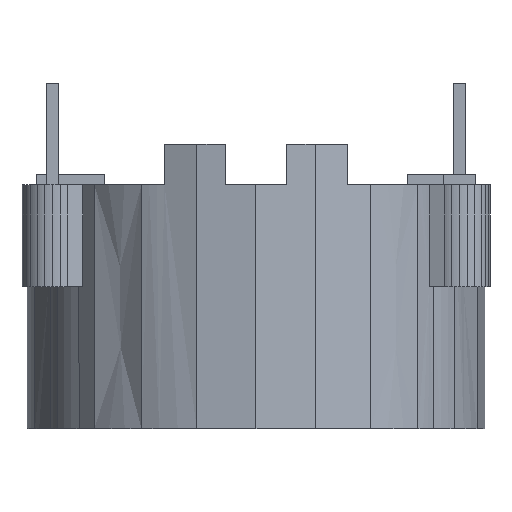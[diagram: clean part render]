
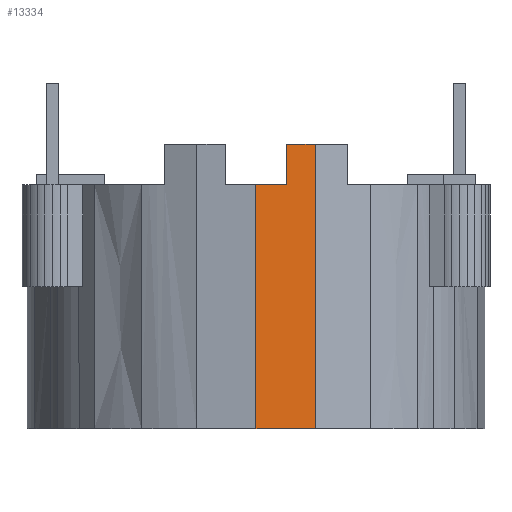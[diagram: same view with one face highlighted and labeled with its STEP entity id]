
A CAD part, front view. The second image highlights one B-rep face of the part: STEP entity #13334.
In plain terms, the highlighted planar face has unit normal (0.131, -0.991, 0).
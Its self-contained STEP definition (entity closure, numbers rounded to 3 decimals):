
#810 = PLANE('',#811);
#811 = AXIS2_PLACEMENT_3D('',#812,#813,#814);
#812 = CARTESIAN_POINT('',(-5.625,9.743,0.));
#813 = DIRECTION('',(0.,0.,-1.));
#814 = DIRECTION('',(-1.,0.,0.));
#1426 = VERTEX_POINT('',#1427);
#1427 = CARTESIAN_POINT('',(2.912,-10.867,0.));
#1441 = PLANE('',#1442);
#1442 = AXIS2_PLACEMENT_3D('',#1443,#1444,#1445);
#1443 = CARTESIAN_POINT('',(2.912,-10.867,0.));
#1444 = DIRECTION('',(0.383,-0.924,
    0.));
#1445 = DIRECTION('',(-0.924,-0.383,
    0.));
#1453 = EDGE_CURVE('',#1454,#1426,#1456,.T.);
#1454 = VERTEX_POINT('',#1455);
#1455 = CARTESIAN_POINT('',(0.,-11.25,0.));
#1456 = SURFACE_CURVE('',#1457,(#1461,#1468),.PCURVE_S1.);
#1457 = LINE('',#1458,#1459);
#1458 = CARTESIAN_POINT('',(0.,-11.25,0.));
#1459 = VECTOR('',#1460,1.);
#1460 = DIRECTION('',(0.991,0.131,0.));
#1461 = PCURVE('',#810,#1462);
#1462 = DEFINITIONAL_REPRESENTATION('',(#1463),#1467);
#1463 = LINE('',#1464,#1465);
#1464 = CARTESIAN_POINT('',(-5.625,-20.993));
#1465 = VECTOR('',#1466,1.);
#1466 = DIRECTION('',(-0.991,0.131));
#1467 = ( GEOMETRIC_REPRESENTATION_CONTEXT(2) 
PARAMETRIC_REPRESENTATION_CONTEXT() REPRESENTATION_CONTEXT('2D SPACE',''
  ) );
#1468 = PCURVE('',#1469,#1474);
#1469 = PLANE('',#1470);
#1470 = AXIS2_PLACEMENT_3D('',#1471,#1472,#1473);
#1471 = CARTESIAN_POINT('',(0.,-11.25,0.));
#1472 = DIRECTION('',(0.131,-0.991,0.)
  );
#1473 = DIRECTION('',(-0.991,-0.131,0.));
#1474 = DEFINITIONAL_REPRESENTATION('',(#1475),#1479);
#1475 = LINE('',#1476,#1477);
#1476 = CARTESIAN_POINT('',(0.,0.));
#1477 = VECTOR('',#1478,1.);
#1478 = DIRECTION('',(-1.,0.));
#1479 = ( GEOMETRIC_REPRESENTATION_CONTEXT(2) 
PARAMETRIC_REPRESENTATION_CONTEXT() REPRESENTATION_CONTEXT('2D SPACE',''
  ) );
#1497 = PLANE('',#1498);
#1498 = AXIS2_PLACEMENT_3D('',#1499,#1500,#1501);
#1499 = CARTESIAN_POINT('',(-2.912,-10.867,0.));
#1500 = DIRECTION('',(-0.131,-0.991,
    0.));
#1501 = DIRECTION('',(-0.991,0.131,0.));
#13287 = VERTEX_POINT('',#13288);
#13288 = CARTESIAN_POINT('',(2.912,-10.867,14.));
#13302 = PLANE('',#13303);
#13303 = AXIS2_PLACEMENT_3D('',#13304,#13305,#13306);
#13304 = CARTESIAN_POINT('',(2.912,-10.867,14.));
#13305 = DIRECTION('',(0.,0.,1.));
#13306 = DIRECTION('',(0.,1.,0.));
#13314 = EDGE_CURVE('',#1426,#13287,#13315,.T.);
#13315 = SURFACE_CURVE('',#13316,(#13320,#13327),.PCURVE_S1.);
#13316 = LINE('',#13317,#13318);
#13317 = CARTESIAN_POINT('',(2.912,-10.867,0.));
#13318 = VECTOR('',#13319,1.);
#13319 = DIRECTION('',(0.,0.,1.));
#13320 = PCURVE('',#1441,#13321);
#13321 = DEFINITIONAL_REPRESENTATION('',(#13322),#13326);
#13322 = LINE('',#13323,#13324);
#13323 = CARTESIAN_POINT('',(0.,0.));
#13324 = VECTOR('',#13325,1.);
#13325 = DIRECTION('',(0.,-1.));
#13326 = ( GEOMETRIC_REPRESENTATION_CONTEXT(2) 
PARAMETRIC_REPRESENTATION_CONTEXT() REPRESENTATION_CONTEXT('2D SPACE',''
  ) );
#13327 = PCURVE('',#1469,#13328);
#13328 = DEFINITIONAL_REPRESENTATION('',(#13329),#13333);
#13329 = LINE('',#13330,#13331);
#13330 = CARTESIAN_POINT('',(-2.937,0.));
#13331 = VECTOR('',#13332,1.);
#13332 = DIRECTION('',(0.,-1.));
#13333 = ( GEOMETRIC_REPRESENTATION_CONTEXT(2) 
PARAMETRIC_REPRESENTATION_CONTEXT() REPRESENTATION_CONTEXT('2D SPACE',''
  ) );
#13334 = ADVANCED_FACE('',(#13335),#1469,.T.);
#13335 = FACE_BOUND('',#13336,.T.);
#13336 = EDGE_LOOP('',(#13337,#13338,#13339,#13362,#13390,#13418));
#13337 = ORIENTED_EDGE('',*,*,#1453,.T.);
#13338 = ORIENTED_EDGE('',*,*,#13314,.T.);
#13339 = ORIENTED_EDGE('',*,*,#13340,.F.);
#13340 = EDGE_CURVE('',#13341,#13287,#13343,.T.);
#13341 = VERTEX_POINT('',#13342);
#13342 = CARTESIAN_POINT('',(1.5,-11.053,14.));
#13343 = SURFACE_CURVE('',#13344,(#13348,#13355),.PCURVE_S1.);
#13344 = LINE('',#13345,#13346);
#13345 = CARTESIAN_POINT('',(1.5,-11.053,14.));
#13346 = VECTOR('',#13347,1.);
#13347 = DIRECTION('',(0.991,0.131,0.));
#13348 = PCURVE('',#1469,#13349);
#13349 = DEFINITIONAL_REPRESENTATION('',(#13350),#13354);
#13350 = LINE('',#13351,#13352);
#13351 = CARTESIAN_POINT('',(-1.513,-14.));
#13352 = VECTOR('',#13353,1.);
#13353 = DIRECTION('',(-1.,0.));
#13354 = ( GEOMETRIC_REPRESENTATION_CONTEXT(2) 
PARAMETRIC_REPRESENTATION_CONTEXT() REPRESENTATION_CONTEXT('2D SPACE',''
  ) );
#13355 = PCURVE('',#13302,#13356);
#13356 = DEFINITIONAL_REPRESENTATION('',(#13357),#13361);
#13357 = LINE('',#13358,#13359);
#13358 = CARTESIAN_POINT('',(-0.186,1.412));
#13359 = VECTOR('',#13360,1.);
#13360 = DIRECTION('',(0.131,-0.991));
#13361 = ( GEOMETRIC_REPRESENTATION_CONTEXT(2) 
PARAMETRIC_REPRESENTATION_CONTEXT() REPRESENTATION_CONTEXT('2D SPACE',''
  ) );
#13362 = ORIENTED_EDGE('',*,*,#13363,.F.);
#13363 = EDGE_CURVE('',#13364,#13341,#13366,.T.);
#13364 = VERTEX_POINT('',#13365);
#13365 = CARTESIAN_POINT('',(1.5,-11.053,12.));
#13366 = SURFACE_CURVE('',#13367,(#13371,#13378),.PCURVE_S1.);
#13367 = LINE('',#13368,#13369);
#13368 = CARTESIAN_POINT('',(1.5,-11.053,12.));
#13369 = VECTOR('',#13370,1.);
#13370 = DIRECTION('',(0.,0.,1.));
#13371 = PCURVE('',#1469,#13372);
#13372 = DEFINITIONAL_REPRESENTATION('',(#13373),#13377);
#13373 = LINE('',#13374,#13375);
#13374 = CARTESIAN_POINT('',(-1.513,-12.));
#13375 = VECTOR('',#13376,1.);
#13376 = DIRECTION('',(0.,-1.));
#13377 = ( GEOMETRIC_REPRESENTATION_CONTEXT(2) 
PARAMETRIC_REPRESENTATION_CONTEXT() REPRESENTATION_CONTEXT('2D SPACE',''
  ) );
#13378 = PCURVE('',#13379,#13384);
#13379 = PLANE('',#13380);
#13380 = AXIS2_PLACEMENT_3D('',#13381,#13382,#13383);
#13381 = CARTESIAN_POINT('',(1.5,-9.803,12.));
#13382 = DIRECTION('',(-1.,0.,0.));
#13383 = DIRECTION('',(0.,0.,-1.));
#13384 = DEFINITIONAL_REPRESENTATION('',(#13385),#13389);
#13385 = LINE('',#13386,#13387);
#13386 = CARTESIAN_POINT('',(0.,1.25));
#13387 = VECTOR('',#13388,1.);
#13388 = DIRECTION('',(-1.,0.));
#13389 = ( GEOMETRIC_REPRESENTATION_CONTEXT(2) 
PARAMETRIC_REPRESENTATION_CONTEXT() REPRESENTATION_CONTEXT('2D SPACE',''
  ) );
#13390 = ORIENTED_EDGE('',*,*,#13391,.F.);
#13391 = EDGE_CURVE('',#13392,#13364,#13394,.T.);
#13392 = VERTEX_POINT('',#13393);
#13393 = CARTESIAN_POINT('',(0.,-11.25,12.));
#13394 = SURFACE_CURVE('',#13395,(#13399,#13406),.PCURVE_S1.);
#13395 = LINE('',#13396,#13397);
#13396 = CARTESIAN_POINT('',(0.,-11.25,12.));
#13397 = VECTOR('',#13398,1.);
#13398 = DIRECTION('',(0.991,0.131,0.));
#13399 = PCURVE('',#1469,#13400);
#13400 = DEFINITIONAL_REPRESENTATION('',(#13401),#13405);
#13401 = LINE('',#13402,#13403);
#13402 = CARTESIAN_POINT('',(0.,-12.));
#13403 = VECTOR('',#13404,1.);
#13404 = DIRECTION('',(-1.,0.));
#13405 = ( GEOMETRIC_REPRESENTATION_CONTEXT(2) 
PARAMETRIC_REPRESENTATION_CONTEXT() REPRESENTATION_CONTEXT('2D SPACE',''
  ) );
#13406 = PCURVE('',#13407,#13412);
#13407 = PLANE('',#13408);
#13408 = AXIS2_PLACEMENT_3D('',#13409,#13410,#13411);
#13409 = CARTESIAN_POINT('',(-1.5,-11.053,12.));
#13410 = DIRECTION('',(0.,0.,1.));
#13411 = DIRECTION('',(0.,1.,0.));
#13412 = DEFINITIONAL_REPRESENTATION('',(#13413),#13417);
#13413 = LINE('',#13414,#13415);
#13414 = CARTESIAN_POINT('',(-0.197,-1.5));
#13415 = VECTOR('',#13416,1.);
#13416 = DIRECTION('',(0.131,-0.991));
#13417 = ( GEOMETRIC_REPRESENTATION_CONTEXT(2) 
PARAMETRIC_REPRESENTATION_CONTEXT() REPRESENTATION_CONTEXT('2D SPACE',''
  ) );
#13418 = ORIENTED_EDGE('',*,*,#13419,.F.);
#13419 = EDGE_CURVE('',#1454,#13392,#13420,.T.);
#13420 = SURFACE_CURVE('',#13421,(#13425,#13432),.PCURVE_S1.);
#13421 = LINE('',#13422,#13423);
#13422 = CARTESIAN_POINT('',(0.,-11.25,0.));
#13423 = VECTOR('',#13424,1.);
#13424 = DIRECTION('',(0.,0.,1.));
#13425 = PCURVE('',#1469,#13426);
#13426 = DEFINITIONAL_REPRESENTATION('',(#13427),#13431);
#13427 = LINE('',#13428,#13429);
#13428 = CARTESIAN_POINT('',(0.,0.));
#13429 = VECTOR('',#13430,1.);
#13430 = DIRECTION('',(0.,-1.));
#13431 = ( GEOMETRIC_REPRESENTATION_CONTEXT(2) 
PARAMETRIC_REPRESENTATION_CONTEXT() REPRESENTATION_CONTEXT('2D SPACE',''
  ) );
#13432 = PCURVE('',#1497,#13433);
#13433 = DEFINITIONAL_REPRESENTATION('',(#13434),#13438);
#13434 = LINE('',#13435,#13436);
#13435 = CARTESIAN_POINT('',(-2.937,0.));
#13436 = VECTOR('',#13437,1.);
#13437 = DIRECTION('',(0.,-1.));
#13438 = ( GEOMETRIC_REPRESENTATION_CONTEXT(2) 
PARAMETRIC_REPRESENTATION_CONTEXT() REPRESENTATION_CONTEXT('2D SPACE',''
  ) );
